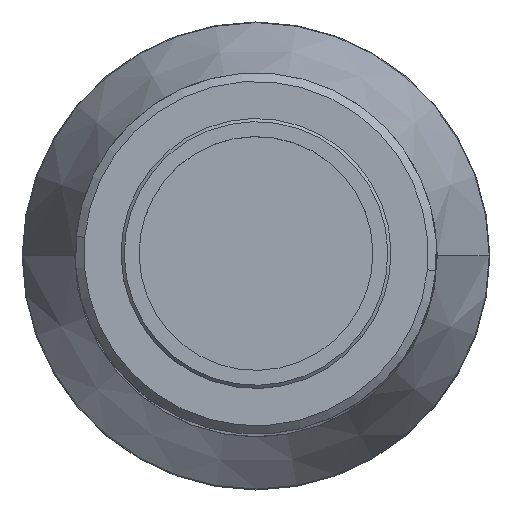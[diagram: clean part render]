
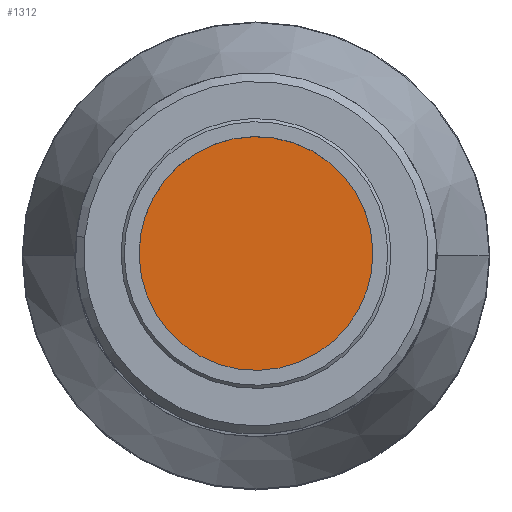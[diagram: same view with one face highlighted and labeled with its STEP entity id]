
A CAD part, top view. The second image highlights one B-rep face of the part: STEP entity #1312.
In plain terms, the highlighted planar face has unit normal (0, 0, 1).
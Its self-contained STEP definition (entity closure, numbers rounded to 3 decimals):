
#224 = EDGE_CURVE ( 'NONE', #380, #1169, #811, .T. ) ;
#257 = FACE_OUTER_BOUND ( 'NONE', #1116, .T. ) ;
#271 = CARTESIAN_POINT ( 'NONE',  ( 8.59, -6.871, 107.914 ) ) ;
#330 = DIRECTION ( 'NONE',  ( -1., 0., 0. ) ) ;
#333 = AXIS2_PLACEMENT_3D ( 'NONE', #1403, #571, #855 ) ;
#341 = PLANE ( 'NONE',  #1780 ) ;
#380 = VERTEX_POINT ( 'NONE', #1720 ) ;
#571 = DIRECTION ( 'NONE',  ( 0., 0., 1. ) ) ;
#613 = CARTESIAN_POINT ( 'NONE',  ( 0., 16.642, 107.914 ) ) ;
#630 = DIRECTION ( 'NONE',  ( -1., 0., 0. ) ) ;
#749 = ORIENTED_EDGE ( 'NONE', *, *, #224, .T. ) ;
#768 = EDGE_CURVE ( 'NONE', #1169, #380, #1660, .T. ) ;
#811 = CIRCLE ( 'NONE', #1794, 11. ) ;
#855 = DIRECTION ( 'NONE',  ( -1., 0., 0. ) ) ;
#958 = ORIENTED_EDGE ( 'NONE', *, *, #768, .T. ) ;
#1116 = EDGE_LOOP ( 'NONE', ( #958, #749 ) ) ;
#1169 = VERTEX_POINT ( 'NONE', #271 ) ;
#1312 = ADVANCED_FACE ( 'NONE', ( #257 ), #341, .F. ) ;
#1331 = DIRECTION ( 'NONE',  ( 0., 0., 1. ) ) ;
#1403 = CARTESIAN_POINT ( 'NONE',  ( 0., 0., 107.914 ) ) ;
#1660 = CIRCLE ( 'NONE', #333, 11. ) ;
#1706 = DIRECTION ( 'NONE',  ( 0., 0., -1. ) ) ;
#1720 = CARTESIAN_POINT ( 'NONE',  ( -8.59, 6.871, 107.914 ) ) ;
#1722 = CARTESIAN_POINT ( 'NONE',  ( 0., 0., 107.914 ) ) ;
#1780 = AXIS2_PLACEMENT_3D ( 'NONE', #613, #1706, #330 ) ;
#1794 = AXIS2_PLACEMENT_3D ( 'NONE', #1722, #1331, #630 ) ;
